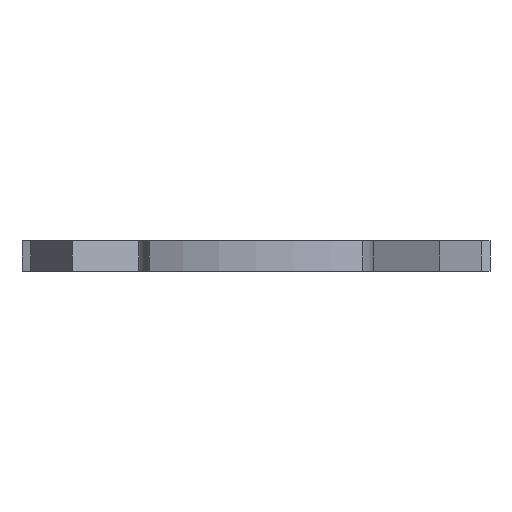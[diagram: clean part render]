
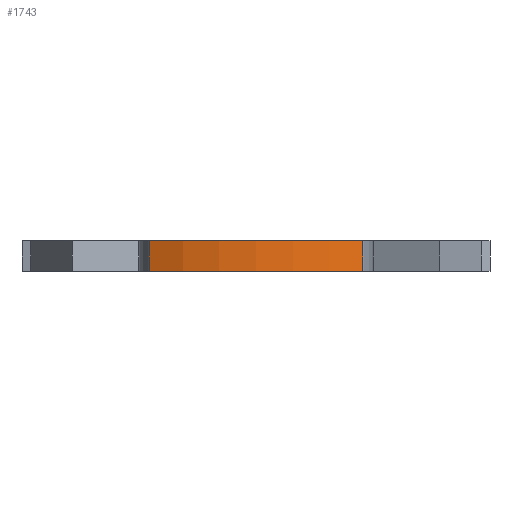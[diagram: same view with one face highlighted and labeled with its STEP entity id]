
A CAD part, left-side view. The second image highlights one B-rep face of the part: STEP entity #1743.
In plain terms, the highlighted cylindrical face has radius 68.474 mm (diameter 136.947 mm), a partial arc.
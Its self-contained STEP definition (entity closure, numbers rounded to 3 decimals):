
#101=CIRCLE('',#1894,68.474);
#102=CIRCLE('',#1895,68.474);
#153=CYLINDRICAL_SURFACE('',#1893,68.474);
#219=FACE_OUTER_BOUND('',#315,.T.);
#315=EDGE_LOOP('',(#1368,#1369,#1370,#1371));
#485=LINE('',#2778,#653);
#486=LINE('',#2784,#654);
#653=VECTOR('',#2260,10.);
#654=VECTOR('',#2267,10.);
#820=VERTEX_POINT('',#2774);
#821=VERTEX_POINT('',#2776);
#822=VERTEX_POINT('',#2780);
#823=VERTEX_POINT('',#2782);
#1030=EDGE_CURVE('',#820,#821,#485,.T.);
#1031=EDGE_CURVE('',#820,#822,#101,.T.);
#1032=EDGE_CURVE('',#823,#821,#102,.T.);
#1033=EDGE_CURVE('',#822,#823,#486,.T.);
#1368=ORIENTED_EDGE('',*,*,#1031,.F.);
#1369=ORIENTED_EDGE('',*,*,#1030,.T.);
#1370=ORIENTED_EDGE('',*,*,#1032,.F.);
#1371=ORIENTED_EDGE('',*,*,#1033,.F.);
#1743=ADVANCED_FACE('',(#219),#153,.T.);
#1893=AXIS2_PLACEMENT_3D('',#2779,#2261,#2262);
#1894=AXIS2_PLACEMENT_3D('',#2781,#2263,#2264);
#1895=AXIS2_PLACEMENT_3D('',#2783,#2265,#2266);
#2260=DIRECTION('',(0.,0.,-1.));
#2261=DIRECTION('center_axis',(0.,0.,-1.));
#2262=DIRECTION('ref_axis',(-1.,0.,0.));
#2263=DIRECTION('center_axis',(0.,0.,1.));
#2264=DIRECTION('ref_axis',(-1.,0.,0.));
#2265=DIRECTION('center_axis',(0.,0.,-1.));
#2266=DIRECTION('ref_axis',(-1.,0.,0.));
#2267=DIRECTION('',(0.,0.,-1.));
#2774=CARTESIAN_POINT('',(-60.962,31.181,3.5));
#2776=CARTESIAN_POINT('',(-60.962,31.181,-5.5));
#2778=CARTESIAN_POINT('',(-60.962,31.181,3.5));
#2779=CARTESIAN_POINT('Origin',(0.,0.,3.5));
#2780=CARTESIAN_POINT('',(-60.962,-31.181,3.5));
#2781=CARTESIAN_POINT('Origin',(0.,0.,3.5));
#2782=CARTESIAN_POINT('',(-60.962,-31.181,-5.5));
#2783=CARTESIAN_POINT('Origin',(0.,0.,-5.5));
#2784=CARTESIAN_POINT('',(-60.962,-31.181,3.5));
